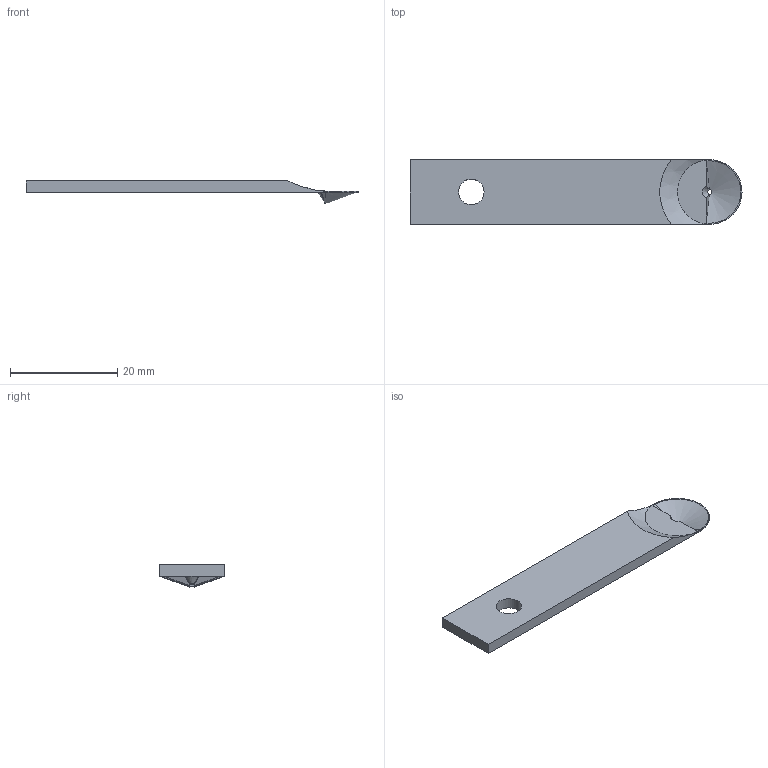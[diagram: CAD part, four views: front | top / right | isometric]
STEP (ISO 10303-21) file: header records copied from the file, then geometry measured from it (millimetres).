
FILE_DESCRIPTION(('FreeCAD Model'),'2;1');
FILE_NAME('FLYPLATE 5.step','2019-11-05T11:19:31',('NEGRASHOVI'),(''),'InventorImporter 0.9','FreeCAD','');
FILE_SCHEMA (('AUTOMOTIVE_DESIGN { 1 0 10303 214 1 1 1 1}'));
Length unit declared in the file: millimetre
Products named in the file (1): Body_01_L_02
Bounding box: 61.92 x 12.07 x 4.11 mm (x, y, z)
Surface area: 1736.2 mm2 (no closed solid volume)
Topology: 0 solids, 1 shells, 40 faces, 135 edges, 83 vertices
Faces by surface type: plane 14, bspline 8, cylinder 7, cone 5, torus 4, sphere 2
Full cylindrical faces by diameter (mm): 0.889 x1, 4.763 x1
Entity records: 2041 total; most frequent: CARTESIAN_POINT 893, ORIENTED_EDGE 196, DIRECTION 132, EDGE_CURVE 124, MECHANICAL_DESIGN_GEOMETRIC_PRESENTATION_REPRESENTATION 99, STYLED_ITEM 99, AXIS2_PLACEMENT_3D 81, VERTEX_POINT 78
